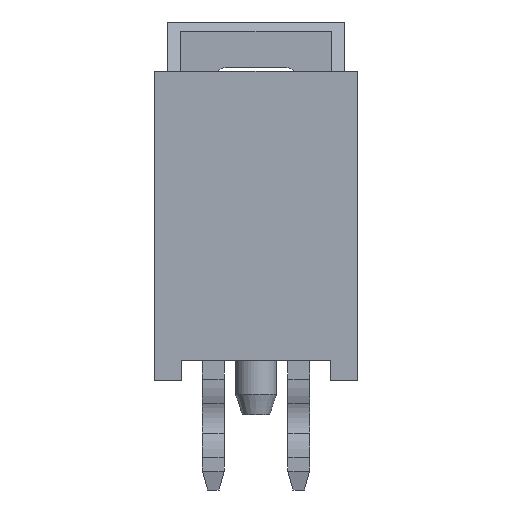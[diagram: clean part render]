
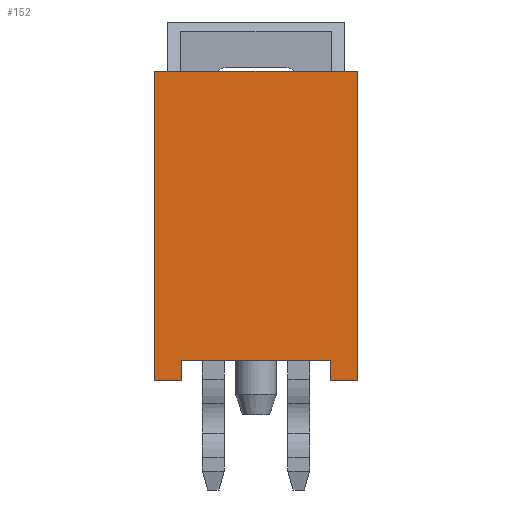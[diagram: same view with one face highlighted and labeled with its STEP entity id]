
A CAD part, front view. The second image highlights one B-rep face of the part: STEP entity #152.
In plain terms, the highlighted planar face has unit normal (0, -1, 0).
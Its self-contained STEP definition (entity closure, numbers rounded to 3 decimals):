
#152 = ADVANCED_FACE( '', ( #390 ), #391, .F. );
#390 = FACE_OUTER_BOUND( '', #748, .T. );
#391 = PLANE( '', #749 );
#748 = EDGE_LOOP( '', ( #1461, #1462, #1463, #1464, #1465, #1466, #1467, #1468 ) );
#749 = AXIS2_PLACEMENT_3D( '', #1469, #1470, #1471 );
#1461 = ORIENTED_EDGE( '', *, *, #2597, .T. );
#1462 = ORIENTED_EDGE( '', *, *, #2660, .F. );
#1463 = ORIENTED_EDGE( '', *, *, #2661, .F. );
#1464 = ORIENTED_EDGE( '', *, *, #2662, .F. );
#1465 = ORIENTED_EDGE( '', *, *, #2605, .T. );
#1466 = ORIENTED_EDGE( '', *, *, #2663, .F. );
#1467 = ORIENTED_EDGE( '', *, *, #2642, .F. );
#1468 = ORIENTED_EDGE( '', *, *, #2664, .F. );
#1469 = CARTESIAN_POINT( '', ( 0., -2.99, 0. ) );
#1470 = DIRECTION( '', ( 0., 1., 0. ) );
#1471 = DIRECTION( '', ( 1., 0., 0. ) );
#2597 = EDGE_CURVE( '', #3216, #3214, #3217, .T. );
#2605 = EDGE_CURVE( '', #3219, #3229, #3231, .T. );
#2642 = EDGE_CURVE( '', #3291, #3292, #3293, .T. );
#2660 = EDGE_CURVE( '', #3323, #3214, #3324, .T. );
#2661 = EDGE_CURVE( '', #3325, #3323, #3326, .T. );
#2662 = EDGE_CURVE( '', #3219, #3325, #3327, .T. );
#2663 = EDGE_CURVE( '', #3292, #3229, #3328, .T. );
#2664 = EDGE_CURVE( '', #3216, #3291, #3329, .T. );
#3214 = VERTEX_POINT( '', #4134 );
#3216 = VERTEX_POINT( '', #4137 );
#3217 = LINE( '', #4138, #4139 );
#3219 = VERTEX_POINT( '', #4142 );
#3229 = VERTEX_POINT( '', #4157 );
#3231 = LINE( '', #4160, #4161 );
#3291 = VERTEX_POINT( '', #4255 );
#3292 = VERTEX_POINT( '', #4256 );
#3293 = LINE( '', #4257, #4258 );
#3323 = VERTEX_POINT( '', #4303 );
#3324 = LINE( '', #4304, #4305 );
#3325 = VERTEX_POINT( '', #4306 );
#3326 = LINE( '', #4307, #4308 );
#3327 = LINE( '', #4309, #4310 );
#3328 = LINE( '', #4311, #4312 );
#3329 = LINE( '', #4313, #4314 );
#4134 = CARTESIAN_POINT( '', ( 2.17, -2.99, -4.83 ) );
#4137 = CARTESIAN_POINT( '', ( 2.17, -2.99, -4.23 ) );
#4138 = CARTESIAN_POINT( '', ( 2.17, -2.99, -4.23 ) );
#4139 = VECTOR( '', #4986, 1000. );
#4142 = CARTESIAN_POINT( '', ( -2.97, -2.99, 4.23 ) );
#4157 = CARTESIAN_POINT( '', ( -2.97, -2.99, -4.83 ) );
#4160 = CARTESIAN_POINT( '', ( -2.97, -2.99, 4.23 ) );
#4161 = VECTOR( '', #4994, 1000. );
#4255 = CARTESIAN_POINT( '', ( -2.17, -2.99, -4.23 ) );
#4256 = CARTESIAN_POINT( '', ( -2.17, -2.99, -4.83 ) );
#4257 = CARTESIAN_POINT( '', ( -2.17, -2.99, -4.23 ) );
#4258 = VECTOR( '', #5035, 1000. );
#4303 = CARTESIAN_POINT( '', ( 2.97, -2.99, -4.83 ) );
#4304 = CARTESIAN_POINT( '', ( 2.97, -2.99, -4.83 ) );
#4305 = VECTOR( '', #5057, 1000. );
#4306 = CARTESIAN_POINT( '', ( 2.97, -2.99, 4.23 ) );
#4307 = CARTESIAN_POINT( '', ( 2.97, -2.99, 4.23 ) );
#4308 = VECTOR( '', #5058, 1000. );
#4309 = CARTESIAN_POINT( '', ( -2.97, -2.99, 4.23 ) );
#4310 = VECTOR( '', #5059, 1000. );
#4311 = CARTESIAN_POINT( '', ( -2.17, -2.99, -4.83 ) );
#4312 = VECTOR( '', #5060, 1000. );
#4313 = CARTESIAN_POINT( '', ( 2.17, -2.99, -4.23 ) );
#4314 = VECTOR( '', #5061, 1000. );
#4986 = DIRECTION( '', ( 0., 0., -1. ) );
#4994 = DIRECTION( '', ( 0., 0., -1. ) );
#5035 = DIRECTION( '', ( 0., 0., -1. ) );
#5057 = DIRECTION( '', ( -1., 0., 0. ) );
#5058 = DIRECTION( '', ( 0., 0., -1. ) );
#5059 = DIRECTION( '', ( 1., 0., 0. ) );
#5060 = DIRECTION( '', ( -1., 0., 0. ) );
#5061 = DIRECTION( '', ( -1., 0., 0. ) );
